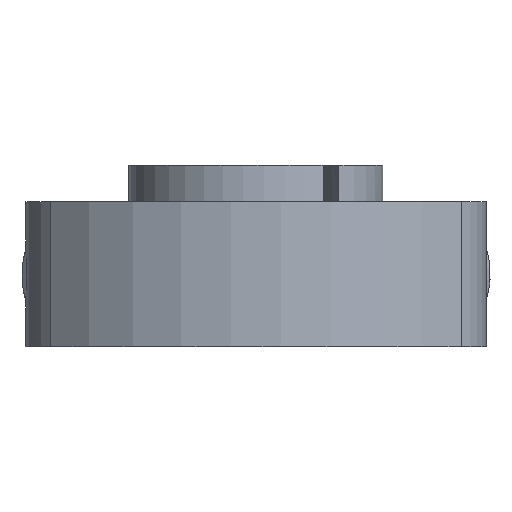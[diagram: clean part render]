
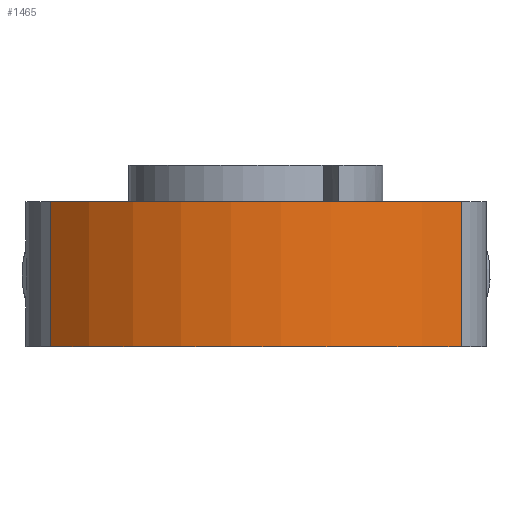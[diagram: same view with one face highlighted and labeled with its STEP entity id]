
A CAD part, front view. The second image highlights one B-rep face of the part: STEP entity #1465.
In plain terms, the highlighted cylindrical face has radius 16 mm (diameter 32 mm), a partial arc.
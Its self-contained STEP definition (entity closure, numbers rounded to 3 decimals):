
#265 = VERTEX_POINT('',#266);
#266 = CARTESIAN_POINT('',(11.314,-11.314,-4.));
#380 = VERTEX_POINT('',#381);
#381 = CARTESIAN_POINT('',(-11.314,-11.314,-4.));
#388 = EDGE_CURVE('',#380,#265,#389,.T.);
#389 = CIRCLE('',#390,16.);
#390 = AXIS2_PLACEMENT_3D('',#391,#392,#393);
#391 = CARTESIAN_POINT('',(0.,0.,-4.));
#392 = DIRECTION('',(0.,0.,1.));
#393 = DIRECTION('',(-1.,0.,0.));
#1447 = VERTEX_POINT('',#1448);
#1448 = CARTESIAN_POINT('',(11.314,-11.314,4.));
#1455 = EDGE_CURVE('',#1447,#265,#1456,.T.);
#1456 = LINE('',#1457,#1458);
#1457 = CARTESIAN_POINT('',(11.314,-11.314,-4.));
#1458 = VECTOR('',#1459,1.);
#1459 = DIRECTION('',(-0.,-0.,-1.));
#1465 = ADVANCED_FACE('',(#1466),#1485,.T.);
#1466 = FACE_BOUND('',#1467,.T.);
#1467 = EDGE_LOOP('',(#1468,#1477,#1483,#1484));
#1468 = ORIENTED_EDGE('',*,*,#1469,.T.);
#1469 = EDGE_CURVE('',#1447,#1470,#1472,.T.);
#1470 = VERTEX_POINT('',#1471);
#1471 = CARTESIAN_POINT('',(-11.314,-11.314,4.));
#1472 = CIRCLE('',#1473,16.);
#1473 = AXIS2_PLACEMENT_3D('',#1474,#1475,#1476);
#1474 = CARTESIAN_POINT('',(0.,0.,4.));
#1475 = DIRECTION('',(0.,0.,-1.));
#1476 = DIRECTION('',(-1.,0.,0.));
#1477 = ORIENTED_EDGE('',*,*,#1478,.T.);
#1478 = EDGE_CURVE('',#1470,#380,#1479,.T.);
#1479 = LINE('',#1480,#1481);
#1480 = CARTESIAN_POINT('',(-11.314,-11.314,4.));
#1481 = VECTOR('',#1482,1.);
#1482 = DIRECTION('',(-0.,-0.,-1.));
#1483 = ORIENTED_EDGE('',*,*,#388,.T.);
#1484 = ORIENTED_EDGE('',*,*,#1455,.F.);
#1485 = CYLINDRICAL_SURFACE('',#1486,16.);
#1486 = AXIS2_PLACEMENT_3D('',#1487,#1488,#1489);
#1487 = CARTESIAN_POINT('',(0.,0.,4.));
#1488 = DIRECTION('',(-0.,-0.,-1.));
#1489 = DIRECTION('',(-1.,0.,0.));
